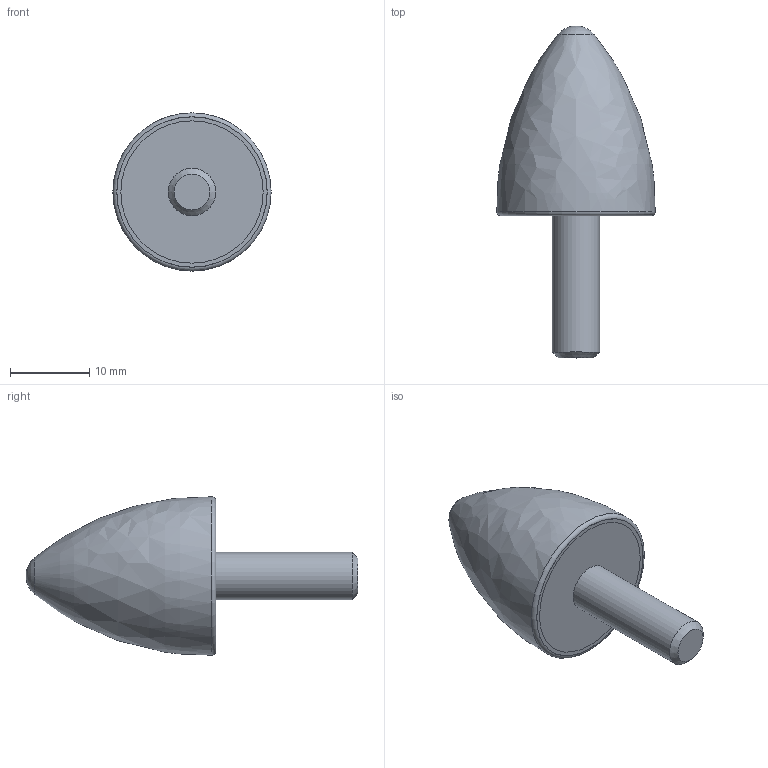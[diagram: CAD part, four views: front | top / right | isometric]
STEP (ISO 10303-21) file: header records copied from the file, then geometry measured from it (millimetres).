
FILE_DESCRIPTION(/* description */ ('Anschlagpuffer 20x24'),/* implementation_level */ '2;1');
FILE_NAME(/* name */ '408510165 Anschlagpuffer 20x24.stp',/* time_stamp */ '2019-10-23T15:50:56+02:00',/* author */ ('wheldmann'),/* organization */ (''),/* preprocessor_version */ 'ST-DEVELOPER v17.2',/* originating_system */ 'Autodesk Inventor 2019',/* authorisation */ '');
FILE_SCHEMA (('AUTOMOTIVE_DESIGN { 1 0 10303 214 3 1 1 }'));
Length unit declared in the file: millimetre
Products named in the file (1): 408510165
Bounding box: 20.02 x 41.99 x 20.02 mm (x, y, z)
Volume: 5170.5 mm3; surface area: 1825.2 mm2
Topology: 1 solids, 1 shells, 10 faces, 25 edges, 19 vertices
Faces by surface type: plane 4, cylinder 2, cone 1, bspline 1, sphere 1, torus 1
Full cylindrical faces by diameter (mm): 6 x1, 19 x1
Entity records: 412 total; most frequent: CARTESIAN_POINT 80, DIRECTION 65, ORIENTED_EDGE 48, AXIS2_PLACEMENT_3D 31, EDGE_CURVE 24, CIRCLE 21, VERTEX_POINT 19, EDGE_LOOP 13
